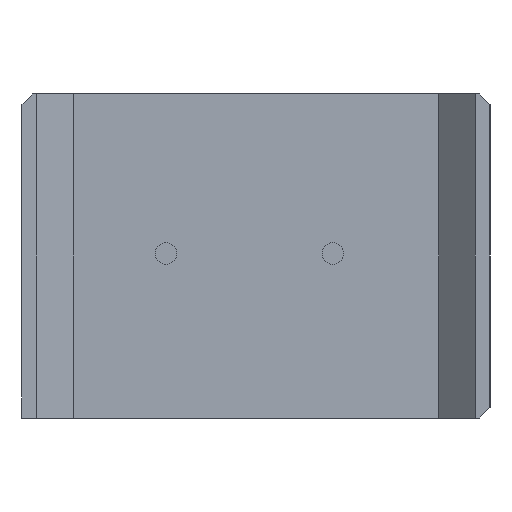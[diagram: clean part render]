
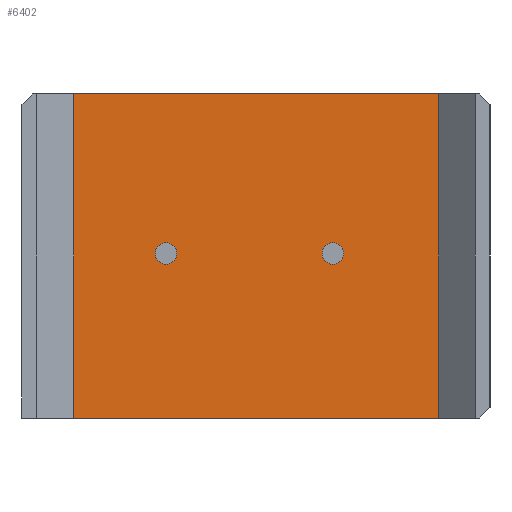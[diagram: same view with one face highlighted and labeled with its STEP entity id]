
A CAD part, left-side view. The second image highlights one B-rep face of the part: STEP entity #6402.
In plain terms, the highlighted planar face has unit normal (-1, 0, 0).
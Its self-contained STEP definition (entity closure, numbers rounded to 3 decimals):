
#62 = VERTEX_POINT ( 'NONE', #4576 ) ;
#81 = AXIS2_PLACEMENT_3D ( 'NONE', #2351, #5982, #2876 ) ;
#141 = ORIENTED_EDGE ( 'NONE', *, *, #6596, .T. ) ;
#198 = ORIENTED_EDGE ( 'NONE', *, *, #1426, .F. ) ;
#210 = ORIENTED_EDGE ( 'NONE', *, *, #6046, .F. ) ;
#282 = EDGE_LOOP ( 'NONE', ( #198, #3778 ) ) ;
#321 = LINE ( 'NONE', #6518, #3087 ) ;
#353 = CARTESIAN_POINT ( 'NONE',  ( 1.43, -8.333, 4.571 ) ) ;
#639 = CARTESIAN_POINT ( 'NONE',  ( 1.43, -3.999, 4.571 ) ) ;
#772 = AXIS2_PLACEMENT_3D ( 'NONE', #5489, #2368, #6007 ) ;
#903 = AXIS2_PLACEMENT_3D ( 'NONE', #4805, #1661, #5320 ) ;
#1108 = CARTESIAN_POINT ( 'NONE',  ( 1.43, -11.569, 9. ) ) ;
#1147 = DIRECTION ( 'NONE',  ( 0., 1., 0. ) ) ;
#1323 = EDGE_CURVE ( 'NONE', #4900, #4309, #4631, .T. ) ;
#1426 = EDGE_CURVE ( 'NONE', #4945, #3688, #3484, .T. ) ;
#1513 = EDGE_CURVE ( 'NONE', #3688, #4945, #1585, .T. ) ;
#1531 = CARTESIAN_POINT ( 'NONE',  ( 1.43, -1.43, 9. ) ) ;
#1570 = CARTESIAN_POINT ( 'NONE',  ( 1.43, -3.699, 4.571 ) ) ;
#1585 = CIRCLE ( 'NONE', #772, 0.3 ) ;
#1661 = DIRECTION ( 'NONE',  ( -1., 0., 0. ) ) ;
#1807 = EDGE_CURVE ( 'NONE', #2512, #4813, #6066, .T. ) ;
#2045 = CARTESIAN_POINT ( 'NONE',  ( 1.43, -11.569, 9. ) ) ;
#2049 = DIRECTION ( 'NONE',  ( 0., 0., -1. ) ) ;
#2076 = VECTOR ( 'NONE', #4708, 1000. ) ;
#2293 = CARTESIAN_POINT ( 'NONE',  ( 1.43, -12.999, 0. ) ) ;
#2339 = ORIENTED_EDGE ( 'NONE', *, *, #5198, .F. ) ;
#2351 = CARTESIAN_POINT ( 'NONE',  ( 1.43, -8.633, 4.571 ) ) ;
#2368 = DIRECTION ( 'NONE',  ( -1., 0., 0. ) ) ;
#2391 = ORIENTED_EDGE ( 'NONE', *, *, #3967, .F. ) ;
#2404 = LINE ( 'NONE', #2293, #5189 ) ;
#2512 = VERTEX_POINT ( 'NONE', #1531 ) ;
#2559 = VERTEX_POINT ( 'NONE', #3653 ) ;
#2571 = FACE_BOUND ( 'NONE', #4944, .T. ) ;
#2577 = DIRECTION ( 'NONE',  ( 0., 1., 0. ) ) ;
#2736 = AXIS2_PLACEMENT_3D ( 'NONE', #2045, #5703, #2577 ) ;
#2839 = ORIENTED_EDGE ( 'NONE', *, *, #1323, .F. ) ;
#2845 = EDGE_LOOP ( 'NONE', ( #2339, #6107, #210, #141 ) ) ;
#2876 = DIRECTION ( 'NONE',  ( 0., 1., 0. ) ) ;
#2957 = LINE ( 'NONE', #4689, #4338 ) ;
#3087 = VECTOR ( 'NONE', #4952, 1000. ) ;
#3094 = PLANE ( 'NONE',  #2736 ) ;
#3225 = CARTESIAN_POINT ( 'NONE',  ( 1.43, -4.299, 4.571 ) ) ;
#3484 = CIRCLE ( 'NONE', #81, 0.3 ) ;
#3653 = CARTESIAN_POINT ( 'NONE',  ( 1.43, -1.43, 0. ) ) ;
#3688 = VERTEX_POINT ( 'NONE', #5445 ) ;
#3778 = ORIENTED_EDGE ( 'NONE', *, *, #1513, .F. ) ;
#3967 = EDGE_CURVE ( 'NONE', #4309, #4900, #4344, .T. ) ;
#4266 = DIRECTION ( 'NONE',  ( -1., 0., 0. ) ) ;
#4309 = VERTEX_POINT ( 'NONE', #1570 ) ;
#4338 = VECTOR ( 'NONE', #2049, 1000. ) ;
#4344 = CIRCLE ( 'NONE', #6708, 0.3 ) ;
#4576 = CARTESIAN_POINT ( 'NONE',  ( 1.43, -11.569, 0. ) ) ;
#4631 = CIRCLE ( 'NONE', #903, 0.3 ) ;
#4689 = CARTESIAN_POINT ( 'NONE',  ( 1.43, -11.569, 9. ) ) ;
#4708 = DIRECTION ( 'NONE',  ( 0., -1., 0. ) ) ;
#4805 = CARTESIAN_POINT ( 'NONE',  ( 1.43, -3.999, 4.571 ) ) ;
#4813 = VERTEX_POINT ( 'NONE', #5169 ) ;
#4900 = VERTEX_POINT ( 'NONE', #3225 ) ;
#4944 = EDGE_LOOP ( 'NONE', ( #2391, #2839 ) ) ;
#4945 = VERTEX_POINT ( 'NONE', #353 ) ;
#4952 = DIRECTION ( 'NONE',  ( 0., 0., 1. ) ) ;
#5169 = CARTESIAN_POINT ( 'NONE',  ( 1.43, -11.569, 9. ) ) ;
#5189 = VECTOR ( 'NONE', #5929, 1000. ) ;
#5198 = EDGE_CURVE ( 'NONE', #4813, #62, #2957, .T. ) ;
#5199 = FACE_BOUND ( 'NONE', #282, .T. ) ;
#5320 = DIRECTION ( 'NONE',  ( 0., 1., 0. ) ) ;
#5445 = CARTESIAN_POINT ( 'NONE',  ( 1.43, -8.933, 4.571 ) ) ;
#5489 = CARTESIAN_POINT ( 'NONE',  ( 1.43, -8.633, 4.571 ) ) ;
#5703 = DIRECTION ( 'NONE',  ( 1., 0., 0. ) ) ;
#5929 = DIRECTION ( 'NONE',  ( 0., -1., 0. ) ) ;
#5982 = DIRECTION ( 'NONE',  ( -1., 0., 0. ) ) ;
#6007 = DIRECTION ( 'NONE',  ( 0., 1., 0. ) ) ;
#6046 = EDGE_CURVE ( 'NONE', #2559, #2512, #321, .T. ) ;
#6066 = LINE ( 'NONE', #1108, #2076 ) ;
#6107 = ORIENTED_EDGE ( 'NONE', *, *, #1807, .F. ) ;
#6402 = ADVANCED_FACE ( 'NONE', ( #5199, #6554, #2571 ), #3094, .F. ) ;
#6518 = CARTESIAN_POINT ( 'NONE',  ( 1.43, -1.43, 9. ) ) ;
#6554 = FACE_OUTER_BOUND ( 'NONE', #2845, .T. ) ;
#6596 = EDGE_CURVE ( 'NONE', #2559, #62, #2404, .T. ) ;
#6708 = AXIS2_PLACEMENT_3D ( 'NONE', #639, #4266, #1147 ) ;
